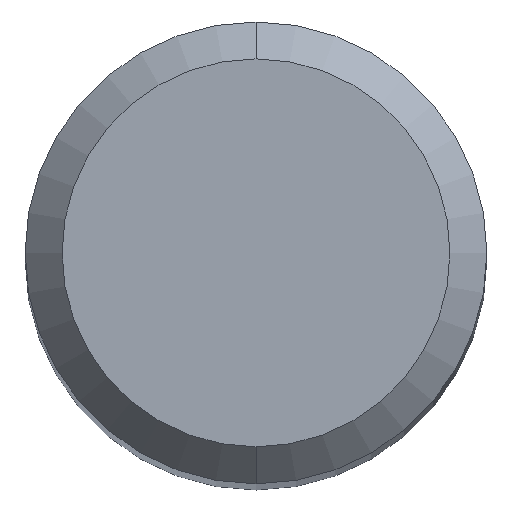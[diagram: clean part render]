
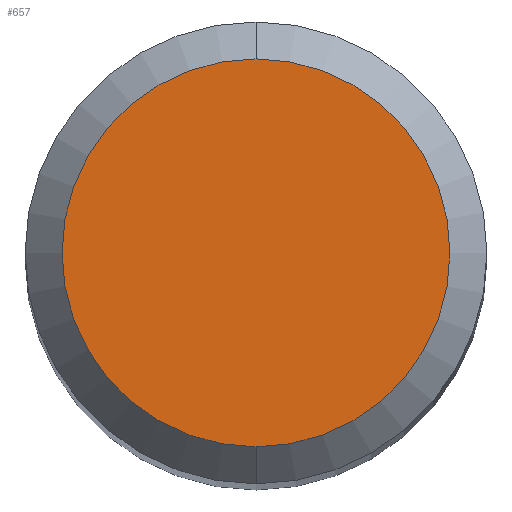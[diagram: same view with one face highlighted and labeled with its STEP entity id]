
A CAD part, top view. The second image highlights one B-rep face of the part: STEP entity #657.
In plain terms, the highlighted planar face has unit normal (0, 0, 1).
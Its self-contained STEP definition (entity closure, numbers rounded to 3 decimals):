
#359=VERTEX_POINT('',#977);
#413=VERTEX_POINT('',#1037);
#521=EDGE_CURVE('',#359,#413,#1157,.T.);
#643=EDGE_CURVE('',#413,#359,#1288,.T.);
#657=ADVANCED_FACE('',(#1302),#1303,.T.);
#977=CARTESIAN_POINT('',(0.,-2.1,0.0));
#1037=CARTESIAN_POINT('',(0.0,2.1,0.0));
#1157=CIRCLE('',#3457,2.1);
#1288=CIRCLE('',#4544,2.1);
#1302=FACE_OUTER_BOUND('',#4585,.T.);
#1303=PLANE('',#4586);
#3457=AXIS2_PLACEMENT_3D('',#6370,#6371,#6372);
#4544=AXIS2_PLACEMENT_3D('',#6506,#6507,#6508);
#4585=EDGE_LOOP('',(#6512,#6513));
#4586=AXIS2_PLACEMENT_3D('',#6514,#6515,#6516);
#6370=CARTESIAN_POINT('',(0.0,0.0,0.0));
#6371=DIRECTION('',(0.0,0.0,-1.0));
#6372=DIRECTION('',(0.0,1.0,0.0));
#6506=CARTESIAN_POINT('',(0.0,0.0,0.0));
#6507=DIRECTION('',(0.0,0.0,-1.0));
#6508=DIRECTION('',(0.0,1.0,0.0));
#6512=ORIENTED_EDGE('',*,*,#643,.F.);
#6513=ORIENTED_EDGE('',*,*,#521,.F.);
#6514=CARTESIAN_POINT('',(0.0,1.05,0.0));
#6515=DIRECTION('',(-0.0,0.0,1.0));
#6516=DIRECTION('',(0.0,-1.0,0.0));
